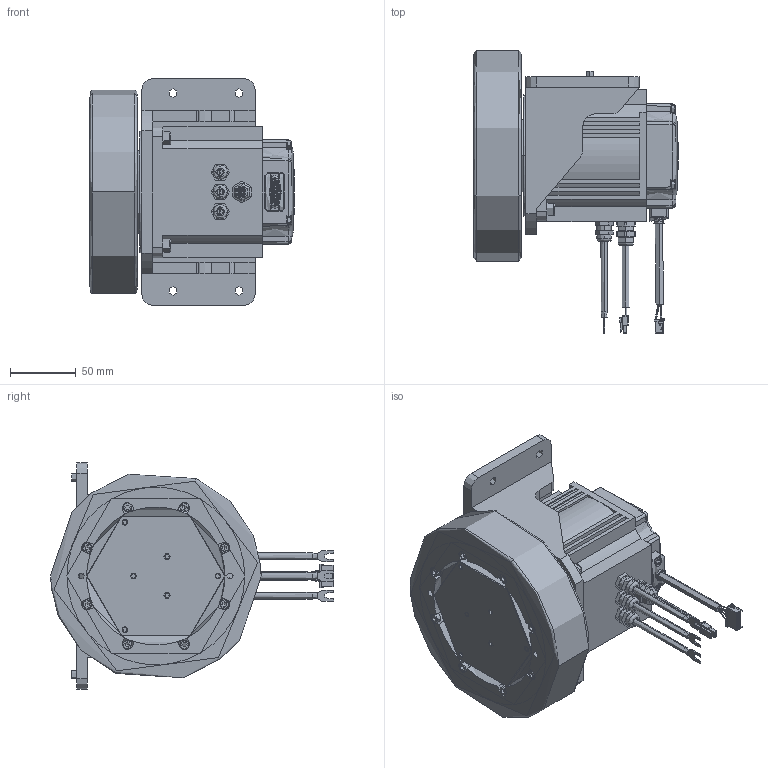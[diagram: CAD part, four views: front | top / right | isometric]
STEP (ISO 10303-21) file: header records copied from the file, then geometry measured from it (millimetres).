
FILE_DESCRIPTION((''),'2;1');
FILE_NAME('MSD160-10-075-20GSL-B_461117000','2023-12-01T15:34:49',('ms28140'),(''),'CREO PARAMETRIC BY PTC INC, 2018100','CREO PARAMETRIC BY PTC INC, 2018100','');
FILE_SCHEMA(('CONFIG_CONTROL_DESIGN'));
Products named in the file (1): MSD160-10-075-20GSL-B_461117000
Bounding box: 155.4 x 214.86 x 172 mm (x, y, z)
Topology: 0 solids, 87 shells, 1984 faces, 5281 edges, 3464 vertices
Faces by surface type: plane 1111, cylinder 484, cone 202, torus 113, bspline 50, sphere 14, extrusion 10
Full cylindrical faces by diameter (mm): 2.551 x4
Entity records: 66587 total; most frequent: CARTESIAN_POINT 17040, DIRECTION 10283, ORIENTED_EDGE 9994, EDGE_CURVE 5229, AXIS2_PLACEMENT_3D 3527, VERTEX_POINT 3468, VECTOR 3229, LINE 3219
